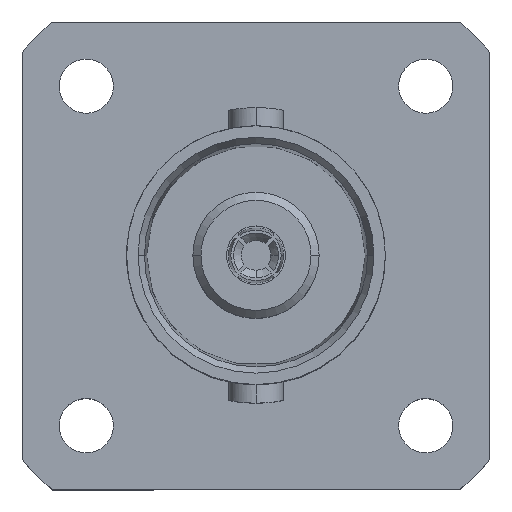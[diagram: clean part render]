
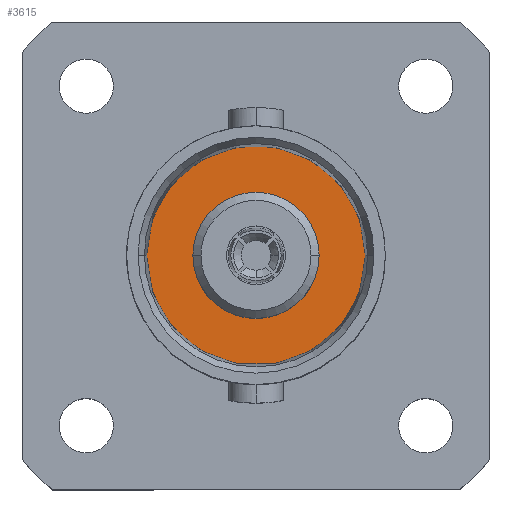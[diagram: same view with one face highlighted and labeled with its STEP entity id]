
A CAD part, top view. The second image highlights one B-rep face of the part: STEP entity #3615.
In plain terms, the highlighted planar face has unit normal (0, 0, 1).
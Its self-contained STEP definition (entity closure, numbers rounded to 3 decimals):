
#31 = DIRECTION ( 'NONE',  ( 0., 0., 1. ) ) ;
#139 = DIRECTION ( 'NONE',  ( 1., 0., 0. ) ) ;
#263 = AXIS2_PLACEMENT_3D ( 'NONE', #3331, #31, #3883 ) ;
#860 = CARTESIAN_POINT ( 'NONE',  ( 0., 0., -6.141 ) ) ;
#881 = DIRECTION ( 'NONE',  ( 1., 0., 0. ) ) ;
#986 = ORIENTED_EDGE ( 'NONE', *, *, #1513, .T. ) ;
#1088 = AXIS2_PLACEMENT_3D ( 'NONE', #860, #4181, #881 ) ;
#1092 = CARTESIAN_POINT ( 'NONE',  ( -4.092, 0., -6.141 ) ) ;
#1513 = EDGE_CURVE ( 'NONE', #5132, #6748, #2671, .T. ) ;
#1519 = CARTESIAN_POINT ( 'NONE',  ( 0., 0., -6.141 ) ) ;
#1613 = CIRCLE ( 'NONE', #5737, 2.36 ) ;
#1766 = AXIS2_PLACEMENT_3D ( 'NONE', #1519, #5363, #2088 ) ;
#2088 = DIRECTION ( 'NONE',  ( 1., 0., 0. ) ) ;
#2262 = CIRCLE ( 'NONE', #263, 4.092 ) ;
#2368 = EDGE_CURVE ( 'NONE', #3793, #3918, #3770, .T. ) ;
#2425 = EDGE_LOOP ( 'NONE', ( #986, #5350 ) ) ;
#2591 = DIRECTION ( 'NONE',  ( 0., 0., -1. ) ) ;
#2671 = CIRCLE ( 'NONE', #1766, 4.092 ) ;
#3071 = PLANE ( 'NONE',  #1088 ) ;
#3331 = CARTESIAN_POINT ( 'NONE',  ( 0., 0., -6.141 ) ) ;
#3384 = CARTESIAN_POINT ( 'NONE',  ( 2.36, 0., -6.141 ) ) ;
#3436 = DIRECTION ( 'NONE',  ( 0., 0., -1. ) ) ;
#3615 = ADVANCED_FACE ( 'NONE', ( #3721, #6411 ), #3071, .T. ) ;
#3653 = EDGE_LOOP ( 'NONE', ( #5736, #4338 ) ) ;
#3721 = FACE_BOUND ( 'NONE', #3653, .T. ) ;
#3770 = CIRCLE ( 'NONE', #6244, 2.36 ) ;
#3793 = VERTEX_POINT ( 'NONE', #4897 ) ;
#3883 = DIRECTION ( 'NONE',  ( 1., 0., 0. ) ) ;
#3918 = VERTEX_POINT ( 'NONE', #3384 ) ;
#4181 = DIRECTION ( 'NONE',  ( 0., 0., 1. ) ) ;
#4338 = ORIENTED_EDGE ( 'NONE', *, *, #2368, .T. ) ;
#4372 = EDGE_CURVE ( 'NONE', #6748, #5132, #2262, .T. ) ;
#4897 = CARTESIAN_POINT ( 'NONE',  ( -2.36, 0., -6.141 ) ) ;
#5132 = VERTEX_POINT ( 'NONE', #6352 ) ;
#5255 = EDGE_CURVE ( 'NONE', #3918, #3793, #1613, .T. ) ;
#5350 = ORIENTED_EDGE ( 'NONE', *, *, #4372, .T. ) ;
#5363 = DIRECTION ( 'NONE',  ( 0., 0., 1. ) ) ;
#5736 = ORIENTED_EDGE ( 'NONE', *, *, #5255, .T. ) ;
#5737 = AXIS2_PLACEMENT_3D ( 'NONE', #5854, #2591, #6381 ) ;
#5854 = CARTESIAN_POINT ( 'NONE',  ( 0., 0., -6.141 ) ) ;
#6244 = AXIS2_PLACEMENT_3D ( 'NONE', #6682, #3436, #139 ) ;
#6352 = CARTESIAN_POINT ( 'NONE',  ( 4.092, 0., -6.141 ) ) ;
#6381 = DIRECTION ( 'NONE',  ( 1., 0., 0. ) ) ;
#6411 = FACE_OUTER_BOUND ( 'NONE', #2425, .T. ) ;
#6682 = CARTESIAN_POINT ( 'NONE',  ( 0., 0., -6.141 ) ) ;
#6748 = VERTEX_POINT ( 'NONE', #1092 ) ;
